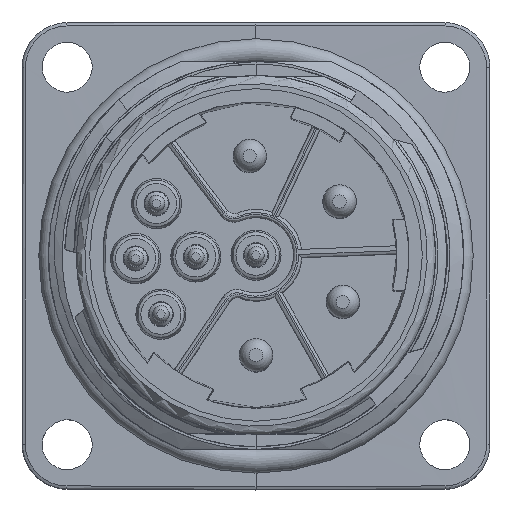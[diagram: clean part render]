
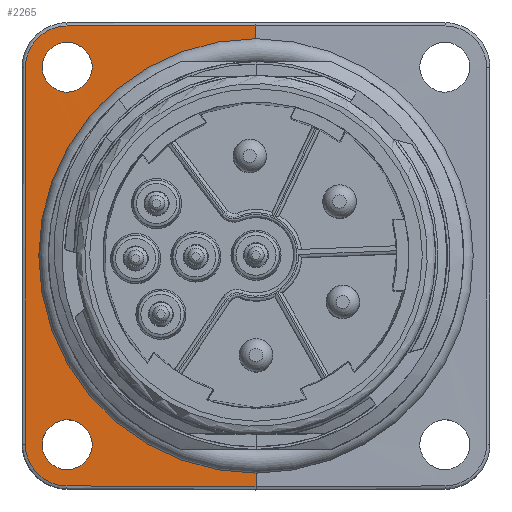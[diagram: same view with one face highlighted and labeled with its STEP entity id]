
A CAD part, top view. The second image highlights one B-rep face of the part: STEP entity #2265.
In plain terms, the highlighted planar face has unit normal (-0.004, 0, 1).
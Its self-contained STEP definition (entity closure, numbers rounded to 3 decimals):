
#383=FACE_BOUND('',#3952,.T.);
#384=FACE_BOUND('',#3953,.T.);
#385=FACE_BOUND('',#3954,.T.);
#694=PLANE('',#13171);
#1081=LINE('',#23531,#1486);
#1082=LINE('',#23548,#1487);
#1083=LINE('',#23550,#1488);
#1084=LINE('',#23551,#1489);
#1085=LINE('',#23553,#1490);
#1486=VECTOR('',#14928,1.);
#1487=VECTOR('',#14929,1.);
#1488=VECTOR('',#14930,1.);
#1489=VECTOR('',#14931,1.);
#1490=VECTOR('',#14932,1.);
#2265=ADVANCED_FACE('',(#383,#384,#385),#694,.T.);
#3952=EDGE_LOOP('',(#6971,#6972,#6973,#6974,#6975,#6976,#6977,#6978));
#3953=EDGE_LOOP('',(#6979,#6980));
#3954=EDGE_LOOP('',(#6981,#6982));
#6971=ORIENTED_EDGE('',*,*,#10788,.T.);
#6972=ORIENTED_EDGE('',*,*,#10789,.T.);
#6973=ORIENTED_EDGE('',*,*,#10790,.T.);
#6974=ORIENTED_EDGE('',*,*,#10791,.F.);
#6975=ORIENTED_EDGE('',*,*,#10787,.T.);
#6976=ORIENTED_EDGE('',*,*,#10792,.F.);
#6977=ORIENTED_EDGE('',*,*,#10793,.T.);
#6978=ORIENTED_EDGE('',*,*,#10794,.T.);
#6979=ORIENTED_EDGE('',*,*,#10795,.F.);
#6980=ORIENTED_EDGE('',*,*,#10796,.F.);
#6981=ORIENTED_EDGE('',*,*,#10797,.F.);
#6982=ORIENTED_EDGE('',*,*,#10798,.F.);
#9064=VERTEX_POINT('',#23457);
#9065=VERTEX_POINT('',#23491);
#9066=VERTEX_POINT('',#23532);
#9067=VERTEX_POINT('',#23533);
#9068=VERTEX_POINT('',#23547);
#9069=VERTEX_POINT('',#23549);
#9070=VERTEX_POINT('',#23552);
#9071=VERTEX_POINT('',#23554);
#9072=VERTEX_POINT('',#23574);
#9073=VERTEX_POINT('',#23575);
#9074=VERTEX_POINT('',#23588);
#9075=VERTEX_POINT('',#23589);
#10787=EDGE_CURVE('',#9064,#9065,#12285,.T.);
#10788=EDGE_CURVE('',#9066,#9067,#1081,.T.);
#10789=EDGE_CURVE('',#9067,#9068,#12286,.T.);
#10790=EDGE_CURVE('',#9068,#9069,#1082,.T.);
#10791=EDGE_CURVE('',#9064,#9069,#1083,.T.);
#10792=EDGE_CURVE('',#9070,#9065,#1084,.T.);
#10793=EDGE_CURVE('',#9070,#9071,#1085,.T.);
#10794=EDGE_CURVE('',#9071,#9066,#12287,.T.);
#10795=EDGE_CURVE('',#9072,#9073,#12288,.T.);
#10796=EDGE_CURVE('',#9073,#9072,#12289,.T.);
#10797=EDGE_CURVE('',#9074,#9075,#12290,.T.);
#10798=EDGE_CURVE('',#9075,#9074,#12291,.T.);
#12285=B_SPLINE_CURVE_WITH_KNOTS('',3,(#23497,#23498,#23499,#23500,#23501,
#23502,#23503,#23504,#23505,#23506,#23507,#23508,#23509,#23510,#23511,#23512,
#23513,#23514,#23515,#23516,#23517,#23518,#23519,#23520,#23521,#23522,#23523,
#23524,#23525,#23526,#23527,#23528,#23529),.UNSPECIFIED.,.F.,.F.,(4,1,1,
1,1,1,1,1,1,1,1,1,1,1,1,1,1,1,1,1,1,1,1,1,1,1,1,1,1,1,4),(0.,0.033,
0.067,0.1,0.133,0.167,0.2,0.233,
0.267,0.3,0.333,0.367,0.4,0.433,
0.467,0.5,0.533,0.567,0.6,0.633,
0.667,0.7,0.733,0.767,0.8,0.833,
0.867,0.9,0.933,0.967,1.),.UNSPECIFIED.);
#12286=B_SPLINE_CURVE_WITH_KNOTS('',3,(#23534,#23535,#23536,#23537,#23538,
#23539,#23540,#23541,#23542,#23543,#23544,#23545,#23546),.UNSPECIFIED.,
 .F.,.F.,(4,1,1,1,1,1,1,1,1,1,4),(0.,0.1,0.2,0.3,0.4,0.5,0.6,0.7,0.8,0.9,
1.),.UNSPECIFIED.);
#12287=B_SPLINE_CURVE_WITH_KNOTS('',3,(#23555,#23556,#23557,#23558,#23559,
#23560,#23561,#23562,#23563,#23564,#23565,#23566,#23567),.UNSPECIFIED.,
 .F.,.F.,(4,1,1,1,1,1,1,1,1,1,4),(0.,0.1,0.2,0.3,0.4,0.5,0.6,0.7,0.8,0.9,
1.),.UNSPECIFIED.);
#12288=B_SPLINE_CURVE_WITH_KNOTS('',3,(#23568,#23569,#23570,#23571,#23572,
#23573),.UNSPECIFIED.,.F.,.F.,(4,2,4),(0.,0.5,1.),.UNSPECIFIED.);
#12289=B_SPLINE_CURVE_WITH_KNOTS('',3,(#23576,#23577,#23578,#23579,#23580,
#23581),.UNSPECIFIED.,.F.,.F.,(4,2,4),(0.,0.5,1.),.UNSPECIFIED.);
#12290=B_SPLINE_CURVE_WITH_KNOTS('',3,(#23582,#23583,#23584,#23585,#23586,
#23587),.UNSPECIFIED.,.F.,.F.,(4,2,4),(0.,0.5,1.),.UNSPECIFIED.);
#12291=B_SPLINE_CURVE_WITH_KNOTS('',3,(#23590,#23591,#23592,#23593,#23594,
#23595),.UNSPECIFIED.,.F.,.F.,(4,2,4),(0.,0.5,1.),.UNSPECIFIED.);
#13171=AXIS2_PLACEMENT_3D('',#23596,#14933,#14934);
#14928=DIRECTION('',(0.,-1.,0.));
#14929=DIRECTION('',(1.,-0.003,0.003));
#14930=DIRECTION('',(0.,-1.,0.));
#14931=DIRECTION('',(0.,-1.,0.));
#14932=DIRECTION('',(-1.,-0.003,-0.003));
#14933=DIRECTION('',(-0.003,0.,1.));
#14934=DIRECTION('',(0.,-1.,0.));
#23457=CARTESIAN_POINT('',(0.,-11.8,16.8));
#23491=CARTESIAN_POINT('',(0.,11.8,16.8));
#23497=CARTESIAN_POINT('',(0.,-11.8,16.8));
#23498=CARTESIAN_POINT('',(-0.408,-11.8,16.799));
#23499=CARTESIAN_POINT('',(-1.222,-11.758,16.796));
#23500=CARTESIAN_POINT('',(-2.442,-11.567,16.791));
#23501=CARTESIAN_POINT('',(-3.638,-11.248,16.787));
#23502=CARTESIAN_POINT('',(-4.795,-10.805,16.783));
#23503=CARTESIAN_POINT('',(-5.898,-10.245,16.779));
#23504=CARTESIAN_POINT('',(-6.938,-9.571,16.776));
#23505=CARTESIAN_POINT('',(-7.901,-8.793,16.772));
#23506=CARTESIAN_POINT('',(-8.778,-7.917,16.769));
#23507=CARTESIAN_POINT('',(-9.558,-6.956,16.767));
#23508=CARTESIAN_POINT('',(-10.234,-5.917,16.764));
#23509=CARTESIAN_POINT('',(-10.797,-4.814,16.762));
#23510=CARTESIAN_POINT('',(-11.241,-3.657,16.761));
#23511=CARTESIAN_POINT('',(-11.562,-2.461,16.76));
#23512=CARTESIAN_POINT('',(-11.756,-1.237,16.759));
#23513=CARTESIAN_POINT('',(-11.821,0.,16.759));
#23514=CARTESIAN_POINT('',(-11.756,1.237,16.759));
#23515=CARTESIAN_POINT('',(-11.562,2.46,16.76));
#23516=CARTESIAN_POINT('',(-11.241,3.657,16.761));
#23517=CARTESIAN_POINT('',(-10.797,4.813,16.762));
#23518=CARTESIAN_POINT('',(-10.234,5.917,16.764));
#23519=CARTESIAN_POINT('',(-9.558,6.955,16.767));
#23520=CARTESIAN_POINT('',(-8.778,7.917,16.769));
#23521=CARTESIAN_POINT('',(-7.902,8.792,16.772));
#23522=CARTESIAN_POINT('',(-6.938,9.571,16.776));
#23523=CARTESIAN_POINT('',(-5.899,10.244,16.779));
#23524=CARTESIAN_POINT('',(-4.795,10.805,16.783));
#23525=CARTESIAN_POINT('',(-3.638,11.248,16.787));
#23526=CARTESIAN_POINT('',(-2.442,11.567,16.791));
#23527=CARTESIAN_POINT('',(-1.222,11.758,16.796));
#23528=CARTESIAN_POINT('',(-0.408,11.8,16.799));
#23529=CARTESIAN_POINT('',(0.,11.8,16.8));
#23531=CARTESIAN_POINT('',(-13.801,11.261,16.752));
#23532=CARTESIAN_POINT('',(-13.801,11.261,16.752));
#23533=CARTESIAN_POINT('',(-13.801,-11.261,16.752));
#23534=CARTESIAN_POINT('',(-13.801,-11.261,16.752));
#23535=CARTESIAN_POINT('',(-13.801,-11.389,16.752));
#23536=CARTESIAN_POINT('',(-13.781,-11.645,16.752));
#23537=CARTESIAN_POINT('',(-13.691,-12.027,16.752));
#23538=CARTESIAN_POINT('',(-13.542,-12.391,16.753));
#23539=CARTESIAN_POINT('',(-13.338,-12.728,16.753));
#23540=CARTESIAN_POINT('',(-13.083,-13.028,16.754));
#23541=CARTESIAN_POINT('',(-12.784,-13.286,16.755));
#23542=CARTESIAN_POINT('',(-12.448,-13.493,16.757));
#23543=CARTESIAN_POINT('',(-12.084,-13.645,16.758));
#23544=CARTESIAN_POINT('',(-11.7,-13.739,16.759));
#23545=CARTESIAN_POINT('',(-11.441,-13.76,16.76));
#23546=CARTESIAN_POINT('',(-11.309,-13.761,16.761));
#23547=CARTESIAN_POINT('',(-11.309,-13.761,16.761));
#23548=CARTESIAN_POINT('',(-11.309,-13.761,16.761));
#23549=CARTESIAN_POINT('',(0.,-13.8,16.8));
#23550=CARTESIAN_POINT('',(0.,-11.8,16.8));
#23551=CARTESIAN_POINT('',(0.,13.8,16.8));
#23552=CARTESIAN_POINT('',(0.,13.8,16.8));
#23553=CARTESIAN_POINT('',(0.,13.8,16.8));
#23554=CARTESIAN_POINT('',(-11.309,13.761,16.761));
#23555=CARTESIAN_POINT('',(-11.309,13.761,16.761));
#23556=CARTESIAN_POINT('',(-11.438,13.76,16.76));
#23557=CARTESIAN_POINT('',(-11.694,13.739,16.759));
#23558=CARTESIAN_POINT('',(-12.076,13.648,16.758));
#23559=CARTESIAN_POINT('',(-12.439,13.498,16.757));
#23560=CARTESIAN_POINT('',(-12.775,13.292,16.755));
#23561=CARTESIAN_POINT('',(-13.075,13.037,16.754));
#23562=CARTESIAN_POINT('',(-13.331,12.737,16.753));
#23563=CARTESIAN_POINT('',(-13.537,12.4,16.753));
#23564=CARTESIAN_POINT('',(-13.688,12.036,16.752));
#23565=CARTESIAN_POINT('',(-13.78,11.651,16.752));
#23566=CARTESIAN_POINT('',(-13.801,11.392,16.752));
#23567=CARTESIAN_POINT('',(-13.801,11.261,16.752));
#23568=CARTESIAN_POINT('',(-11.3,-12.8,16.761));
#23569=CARTESIAN_POINT('',(-10.515,-12.8,16.761));
#23570=CARTESIAN_POINT('',(-9.8,-12.085,16.761));
#23571=CARTESIAN_POINT('',(-9.8,-10.515,16.761));
#23572=CARTESIAN_POINT('',(-10.515,-9.8,16.761));
#23573=CARTESIAN_POINT('',(-11.3,-9.8,16.761));
#23574=CARTESIAN_POINT('',(-11.3,-12.8,16.761));
#23575=CARTESIAN_POINT('',(-11.3,-9.8,16.761));
#23576=CARTESIAN_POINT('',(-11.3,-9.8,16.761));
#23577=CARTESIAN_POINT('',(-12.085,-9.8,16.761));
#23578=CARTESIAN_POINT('',(-12.8,-10.515,16.761));
#23579=CARTESIAN_POINT('',(-12.8,-12.085,16.761));
#23580=CARTESIAN_POINT('',(-12.085,-12.8,16.761));
#23581=CARTESIAN_POINT('',(-11.3,-12.8,16.761));
#23582=CARTESIAN_POINT('',(-11.3,9.8,16.761));
#23583=CARTESIAN_POINT('',(-10.515,9.8,16.761));
#23584=CARTESIAN_POINT('',(-9.8,10.515,16.761));
#23585=CARTESIAN_POINT('',(-9.8,12.085,16.761));
#23586=CARTESIAN_POINT('',(-10.515,12.8,16.761));
#23587=CARTESIAN_POINT('',(-11.3,12.8,16.761));
#23588=CARTESIAN_POINT('',(-11.3,9.8,16.761));
#23589=CARTESIAN_POINT('',(-11.3,12.8,16.761));
#23590=CARTESIAN_POINT('',(-11.3,12.8,16.761));
#23591=CARTESIAN_POINT('',(-12.085,12.8,16.761));
#23592=CARTESIAN_POINT('',(-12.8,12.085,16.761));
#23593=CARTESIAN_POINT('',(-12.8,10.515,16.761));
#23594=CARTESIAN_POINT('',(-12.085,9.8,16.761));
#23595=CARTESIAN_POINT('',(-11.3,9.8,16.761));
#23596=CARTESIAN_POINT('',(0.,14.,16.8));
